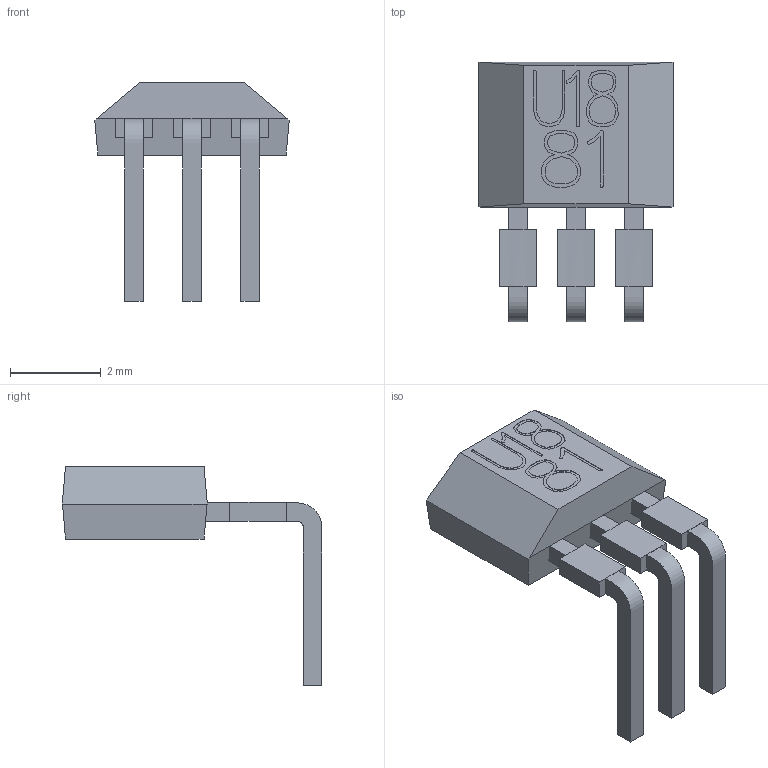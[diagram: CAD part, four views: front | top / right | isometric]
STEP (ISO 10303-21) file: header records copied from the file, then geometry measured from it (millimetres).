
FILE_DESCRIPTION (( 'STEP AP214' ), '1' );
FILE_NAME ('U1881.STEP', '2024-03-22T09:56:30', ( '' ), ( '' ), 'SwSTEP 2.0', 'SolidWorks 2024', '' );
FILE_SCHEMA (( 'AUTOMOTIVE_DESIGN' ));
Length unit declared in the file: millimetre
Products named in the file (1): U1881
Bounding box: 4.29 x 5.73 x 4.83 mm (x, y, z)
Volume: 23.3 mm3; surface area: 87.6 mm2
Topology: 4 solids, 4 shells, 261 faces, 720 edges, 476 vertices
Faces by surface type: plane 183, bspline 75, cylinder 3
Entity records: 12613 total; most frequent: CARTESIAN_POINT 3521, ORIENTED_EDGE 1440, DIRECTION 968, EDGE_CURVE 720, LINE 570, VECTOR 570, VERTEX_POINT 476, EDGE_LOOP 270
